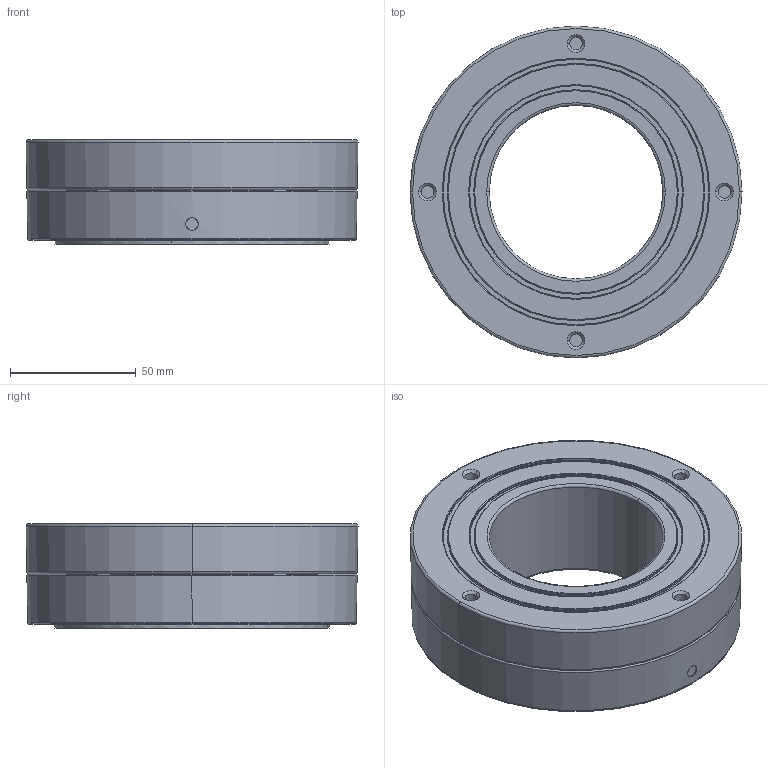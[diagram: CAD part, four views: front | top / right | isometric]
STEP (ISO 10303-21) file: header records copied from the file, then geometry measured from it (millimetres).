
FILE_DESCRIPTION (( 'STEP AP203' ), '1' );
FILE_NAME ('TK060.321.STEP', '2018-09-19T14:55:03', ( '' ), ( '' ), 'SwSTEP 2.0', 'SolidWorks 2018', '' );
FILE_SCHEMA (( 'CONFIG_CONTROL_DESIGN' ));
Length unit declared in the file: millimetre
Products named in the file (1): TK060.321
Bounding box: 132.01 x 132.01 x 41.5 mm (x, y, z)
Volume: 393616.3 mm3; surface area: 50509 mm2
Topology: 1 solids, 13 shells, 181 faces, 376 edges, 236 vertices
Faces by surface type: cylinder 57, torus 52, plane 40, cone 32
Entity records: 5243 total; most frequent: CARTESIAN_POINT 1222, DIRECTION 920, ORIENTED_EDGE 752, AXIS2_PLACEMENT_3D 422, EDGE_CURVE 376, CIRCLE 240, VERTEX_POINT 236, EDGE_LOOP 198
